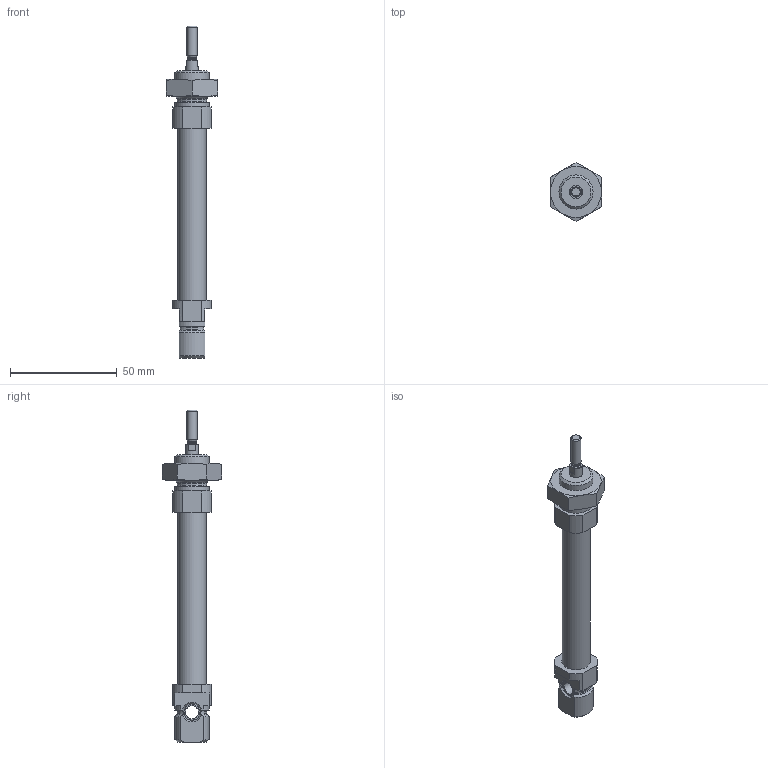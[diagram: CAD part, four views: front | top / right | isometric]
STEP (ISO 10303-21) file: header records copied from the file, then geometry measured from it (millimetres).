
FILE_DESCRIPTION(/* description */ ('STEP AP214'),/* implementation_level */ '2;1');
FILE_NAME(/* name */ '546388_DSNU-1_2-2-P-A-B',/* time_stamp */ '2024-08-21T20:12:47+02:00',/* author */ ('License CC BY-ND 4.0'),/* organization */ ('CADENAS'),/* preprocessor_version */ 'ST-DEVELOPER v19.3',/* originating_system */ 'PARTsolutions',/* authorisation */ ' ');
FILE_SCHEMA (('AUTOMOTIVE_DESIGN {1 0 10303 214 3 1 1}'));
Length unit declared in the file: millimetre
Products named in the file (4): 546388 DSNU-1/2-2-P-A-B---(0); 546388 DSNU-1/2-2-P---(-----0-ZR); DIN-439-B - M16x1.5(F); 546388 DSNU-1/2-2-P---(----00--0-KS)
Assembly tree (3 placements, depth 2):
  546388 DSNU-1/2-2-P-A-B---(0)
    546388 DSNU-1/2-2-P---(-----0-ZR)
    DIN-439-B - M16x1.5(F)
    546388 DSNU-1/2-2-P---(----00--0-KS)
Bounding box: 24 x 27.71 x 155.8 mm (x, y, z)
Volume: 20818.5 mm3; surface area: 14400.8 mm2
Topology: 3 solids, 3 shells, 101 faces, 240 edges, 153 vertices
Faces by surface type: plane 44, cylinder 30, cone 19, torus 8
Full cylindrical faces by diameter (mm): 3.68 x1, 3.9 x1, 3.967 x1, 4.826 x1, 6 x3, 8 x2, 12 x2, 13.3 x1, 13.7 x1, 14.376 x1, 16 x2
Entity records: 3389 total; most frequent: CARTESIAN_POINT 606, DIRECTION 460, ORIENTED_EDGE 402, EDGE_CURVE 201, AXIS2_PLACEMENT_3D 195, FACE_BOUND 151, VERTEX_POINT 150, EDGE_LOOP 150
